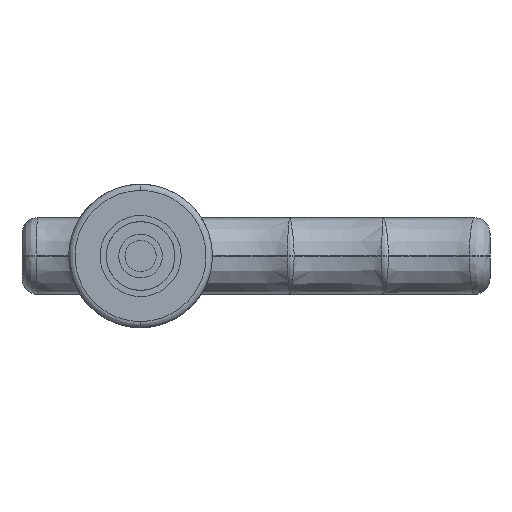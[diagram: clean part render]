
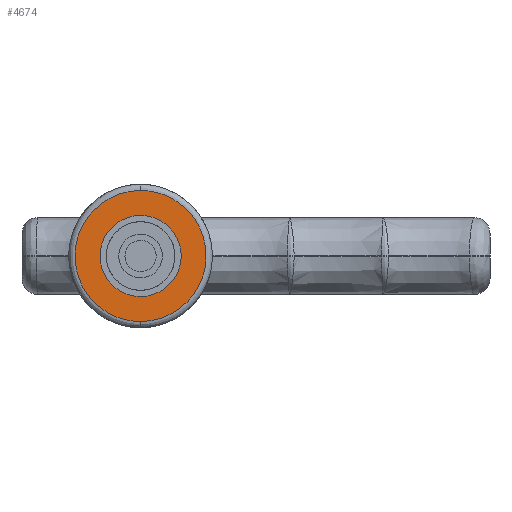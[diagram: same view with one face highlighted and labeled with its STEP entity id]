
A CAD part, front view. The second image highlights one B-rep face of the part: STEP entity #4674.
In plain terms, the highlighted free-form (B-spline) face has degree [1, 1] with [2, 2] control points.
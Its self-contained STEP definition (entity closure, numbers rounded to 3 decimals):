
#3844 = EDGE_CURVE('',#3845,#3847,#3849,.T.);
#3845 = VERTEX_POINT('',#3846);
#3846 = CARTESIAN_POINT('',(0.,-4.527,
    -19.014));
#3847 = VERTEX_POINT('',#3848);
#3848 = CARTESIAN_POINT('',(0.,-4.527,19.014));
#3849 = ( BOUNDED_CURVE() B_SPLINE_CURVE(2,(#3850,#3851,#3852,#3853,
#3854),.UNSPECIFIED.,.F.,.F.) B_SPLINE_CURVE_WITH_KNOTS((3,2,3),(
    3.142,4.712,6.283),
.PIECEWISE_BEZIER_KNOTS.) CURVE() GEOMETRIC_REPRESENTATION_ITEM() 
RATIONAL_B_SPLINE_CURVE((1.,0.707,1.,0.707,1.)) 
REPRESENTATION_ITEM('') );
#3850 = CARTESIAN_POINT('',(0.,-4.527,
    -19.014));
#3851 = CARTESIAN_POINT('',(19.014,-4.527,
    -19.014));
#3852 = CARTESIAN_POINT('',(19.014,-4.527,
    0.));
#3853 = CARTESIAN_POINT('',(19.014,-4.527,
    19.014));
#3854 = CARTESIAN_POINT('',(0.,-4.527,
    19.014));
#4009 = VERTEX_POINT('',#4010);
#4010 = CARTESIAN_POINT('',(0.,-4.527,-11.77));
#4015 = EDGE_CURVE('',#4016,#4009,#4018,.T.);
#4016 = VERTEX_POINT('',#4017);
#4017 = CARTESIAN_POINT('',(0.,-4.527,
    11.77));
#4018 = ( BOUNDED_CURVE() B_SPLINE_CURVE(2,(#4019,#4020,#4021,#4022,
#4023),.UNSPECIFIED.,.F.,.F.) B_SPLINE_CURVE_WITH_KNOTS((3,2,3),(
    3.142,4.712,6.283),
.PIECEWISE_BEZIER_KNOTS.) CURVE() GEOMETRIC_REPRESENTATION_ITEM() 
RATIONAL_B_SPLINE_CURVE((1.,0.707,1.,0.707,1.)) 
REPRESENTATION_ITEM('') );
#4019 = CARTESIAN_POINT('',(0.,-4.527,
    11.77));
#4020 = CARTESIAN_POINT('',(-11.77,-4.527,
    11.77));
#4021 = CARTESIAN_POINT('',(-11.77,-4.527,
    0.));
#4022 = CARTESIAN_POINT('',(-11.77,-4.527,
    -11.77));
#4023 = CARTESIAN_POINT('',(0.,-4.527,
    -11.77));
#4653 = EDGE_CURVE('',#4009,#4016,#4654,.T.);
#4654 = ( BOUNDED_CURVE() B_SPLINE_CURVE(2,(#4655,#4656,#4657,#4658,
#4659),.UNSPECIFIED.,.F.,.F.) B_SPLINE_CURVE_WITH_KNOTS((3,2,3),(0.,
1.571,3.142),.PIECEWISE_BEZIER_KNOTS.) CURVE() 
GEOMETRIC_REPRESENTATION_ITEM() RATIONAL_B_SPLINE_CURVE((1.,
0.707,1.,0.707,1.)) REPRESENTATION_ITEM('') );
#4655 = CARTESIAN_POINT('',(0.,-4.527,-11.77));
#4656 = CARTESIAN_POINT('',(11.77,-4.527,
    -11.77));
#4657 = CARTESIAN_POINT('',(11.77,-4.527,
    0.));
#4658 = CARTESIAN_POINT('',(11.77,-4.527,
    11.77));
#4659 = CARTESIAN_POINT('',(0.,-4.527,
    11.77));
#4674 = ADVANCED_FACE('',(#4675,#4686),#4690,.F.);
#4675 = FACE_BOUND('',#4676,.T.);
#4676 = EDGE_LOOP('',(#4677,#4685));
#4677 = ORIENTED_EDGE('',*,*,#4678,.T.);
#4678 = EDGE_CURVE('',#3847,#3845,#4679,.T.);
#4679 = ( BOUNDED_CURVE() B_SPLINE_CURVE(2,(#4680,#4681,#4682,#4683,
#4684),.UNSPECIFIED.,.F.,.F.) B_SPLINE_CURVE_WITH_KNOTS((3,2,3),(0.,
1.571,3.142),.PIECEWISE_BEZIER_KNOTS.) CURVE() 
GEOMETRIC_REPRESENTATION_ITEM() RATIONAL_B_SPLINE_CURVE((1.,
0.707,1.,0.707,1.)) REPRESENTATION_ITEM('') );
#4680 = CARTESIAN_POINT('',(0.,-4.527,19.014));
#4681 = CARTESIAN_POINT('',(-19.014,-4.527,
    19.014));
#4682 = CARTESIAN_POINT('',(-19.014,-4.527,
    0.));
#4683 = CARTESIAN_POINT('',(-19.014,-4.527,
    -19.014));
#4684 = CARTESIAN_POINT('',(0.,-4.527,
    -19.014));
#4685 = ORIENTED_EDGE('',*,*,#3844,.T.);
#4686 = FACE_BOUND('',#4687,.T.);
#4687 = EDGE_LOOP('',(#4688,#4689));
#4688 = ORIENTED_EDGE('',*,*,#4653,.F.);
#4689 = ORIENTED_EDGE('',*,*,#4015,.F.);
#4690 = B_SPLINE_SURFACE_WITH_KNOTS('',1,1,(
    (#4691,#4692)
    ,(#4693,#4694
    )),.UNSPECIFIED.,.F.,.F.,.F.,(2,2),(2,2),(-21.,21.),(-8.,34.),
  .PIECEWISE_BEZIER_KNOTS.);
#4691 = CARTESIAN_POINT('',(-19.014,-4.527,
    -19.014));
#4692 = CARTESIAN_POINT('',(19.014,-4.527,
    -19.014));
#4693 = CARTESIAN_POINT('',(-19.014,-4.527,
    19.014));
#4694 = CARTESIAN_POINT('',(19.014,-4.527,
    19.014));
